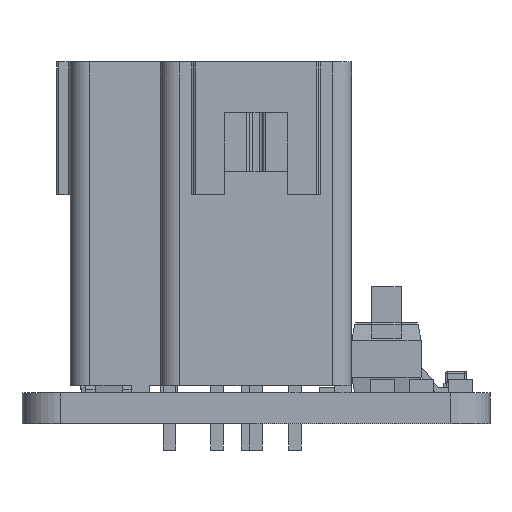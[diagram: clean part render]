
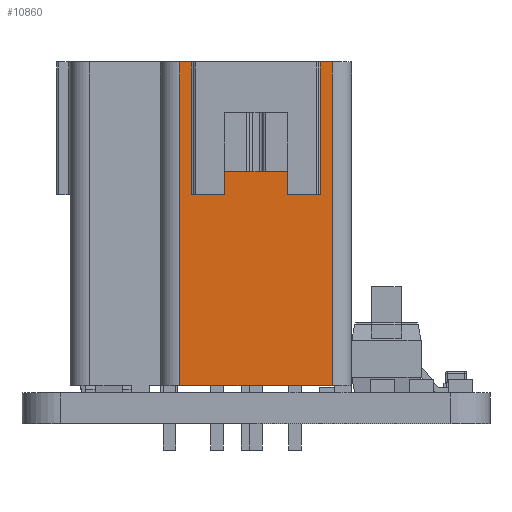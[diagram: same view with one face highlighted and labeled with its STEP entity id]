
A CAD part, left-side view. The second image highlights one B-rep face of the part: STEP entity #10860.
In plain terms, the highlighted face is planar.
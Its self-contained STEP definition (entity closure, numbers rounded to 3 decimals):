
#539=PLANE('',#11649);
#974=FACE_OUTER_BOUND('',#1636,.T.);
#1636=EDGE_LOOP('',(#7842,#7843,#7844,#7845,#7846,#7847,#7848,#7849,#7850,
#7851,#7852,#7853));
#2205=LINE('',#15014,#3378);
#2227=LINE('',#15074,#3400);
#2235=LINE('',#15106,#3408);
#2382=LINE('',#15434,#3555);
#2384=LINE('',#15438,#3557);
#2385=LINE('',#15439,#3558);
#2386=LINE('',#15441,#3559);
#2387=LINE('',#15443,#3560);
#2388=LINE('',#15444,#3561);
#2389=LINE('',#15446,#3562);
#2390=LINE('',#15448,#3563);
#2391=LINE('',#15449,#3564);
#3378=VECTOR('',#12432,1000.);
#3400=VECTOR('',#12484,1000.);
#3408=VECTOR('',#12508,1000.);
#3555=VECTOR('',#12807,10.);
#3557=VECTOR('',#12811,1000.);
#3558=VECTOR('',#12812,1000.);
#3559=VECTOR('',#12813,1000.);
#3560=VECTOR('',#12814,1000.);
#3561=VECTOR('',#12815,10.);
#3562=VECTOR('',#12816,10.);
#3563=VECTOR('',#12817,1000.);
#3564=VECTOR('',#12818,10.);
#4769=VERTEX_POINT('',#15011);
#4770=VERTEX_POINT('',#15013);
#4792=VERTEX_POINT('',#15071);
#4793=VERTEX_POINT('',#15073);
#4808=VERTEX_POINT('',#15103);
#4809=VERTEX_POINT('',#15105);
#4914=VERTEX_POINT('',#15432);
#4915=VERTEX_POINT('',#15437);
#4916=VERTEX_POINT('',#15440);
#4917=VERTEX_POINT('',#15442);
#4918=VERTEX_POINT('',#15445);
#4919=VERTEX_POINT('',#15447);
#5819=EDGE_CURVE('',#4769,#4770,#2205,.T.);
#5849=EDGE_CURVE('',#4792,#4793,#2227,.T.);
#5865=EDGE_CURVE('',#4808,#4809,#2235,.T.);
#6031=EDGE_CURVE('',#4914,#4792,#2382,.T.);
#6033=EDGE_CURVE('',#4915,#4914,#2384,.T.);
#6034=EDGE_CURVE('',#4770,#4915,#2385,.T.);
#6035=EDGE_CURVE('',#4916,#4769,#2386,.T.);
#6036=EDGE_CURVE('',#4917,#4916,#2387,.T.);
#6037=EDGE_CURVE('',#4809,#4917,#2388,.T.);
#6038=EDGE_CURVE('',#4918,#4808,#2389,.T.);
#6039=EDGE_CURVE('',#4918,#4919,#2390,.T.);
#6040=EDGE_CURVE('',#4793,#4919,#2391,.T.);
#7842=ORIENTED_EDGE('',*,*,#6031,.F.);
#7843=ORIENTED_EDGE('',*,*,#6033,.F.);
#7844=ORIENTED_EDGE('',*,*,#6034,.F.);
#7845=ORIENTED_EDGE('',*,*,#5819,.F.);
#7846=ORIENTED_EDGE('',*,*,#6035,.F.);
#7847=ORIENTED_EDGE('',*,*,#6036,.F.);
#7848=ORIENTED_EDGE('',*,*,#6037,.F.);
#7849=ORIENTED_EDGE('',*,*,#5865,.F.);
#7850=ORIENTED_EDGE('',*,*,#6038,.F.);
#7851=ORIENTED_EDGE('',*,*,#6039,.T.);
#7852=ORIENTED_EDGE('',*,*,#6040,.F.);
#7853=ORIENTED_EDGE('',*,*,#5849,.F.);
#10860=ADVANCED_FACE('',(#974),#539,.F.);
#11649=AXIS2_PLACEMENT_3D('',#15436,#12809,#12810);
#12432=DIRECTION('',(-1.,0.,0.));
#12484=DIRECTION('',(-1.,0.,0.));
#12508=DIRECTION('',(-1.,0.,0.));
#12807=DIRECTION('',(0.,0.,1.));
#12809=DIRECTION('center_axis',(0.,-1.,0.));
#12810=DIRECTION('ref_axis',(1.,0.,0.));
#12811=DIRECTION('',(-1.,0.,0.));
#12812=DIRECTION('',(0.,0.,-1.));
#12813=DIRECTION('',(0.,0.,1.));
#12814=DIRECTION('',(-1.,0.,0.));
#12815=DIRECTION('',(0.,0.,-1.));
#12816=DIRECTION('',(0.,0.,1.));
#12817=DIRECTION('',(-1.,0.,0.));
#12818=DIRECTION('',(0.,0.,-1.));
#15011=CARTESIAN_POINT('',(1.599,8.889,11.37));
#15013=CARTESIAN_POINT('',(-1.601,8.889,11.37));
#15014=CARTESIAN_POINT('',(-2.601,8.889,11.37));
#15071=CARTESIAN_POINT('',(-3.301,8.889,16.97));
#15073=CARTESIAN_POINT('',(-3.901,8.889,16.97));
#15074=CARTESIAN_POINT('',(4.899,8.889,16.97));
#15103=CARTESIAN_POINT('',(3.899,8.889,16.97));
#15105=CARTESIAN_POINT('',(3.299,8.889,16.97));
#15106=CARTESIAN_POINT('',(4.899,8.889,16.97));
#15432=CARTESIAN_POINT('',(-3.301,8.889,10.17));
#15434=CARTESIAN_POINT('',(-3.301,8.889,16.97));
#15436=CARTESIAN_POINT('Origin',(4.899,8.889,16.97));
#15437=CARTESIAN_POINT('',(-1.601,8.889,10.17));
#15438=CARTESIAN_POINT('',(-1.601,8.889,10.17));
#15439=CARTESIAN_POINT('',(-1.601,8.889,14.37));
#15440=CARTESIAN_POINT('',(1.599,8.889,10.17));
#15441=CARTESIAN_POINT('',(1.599,8.889,10.17));
#15442=CARTESIAN_POINT('',(3.299,8.889,10.17));
#15443=CARTESIAN_POINT('',(3.199,8.889,10.17));
#15444=CARTESIAN_POINT('',(3.299,8.889,16.97));
#15445=CARTESIAN_POINT('',(3.899,8.889,0.37));
#15446=CARTESIAN_POINT('',(3.899,8.889,16.97));
#15447=CARTESIAN_POINT('',(-3.901,8.889,0.37));
#15448=CARTESIAN_POINT('',(4.899,8.889,0.37));
#15449=CARTESIAN_POINT('',(-3.901,8.889,16.97));
